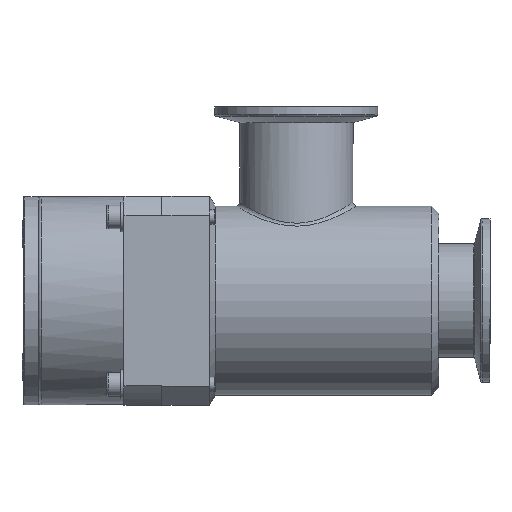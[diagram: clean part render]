
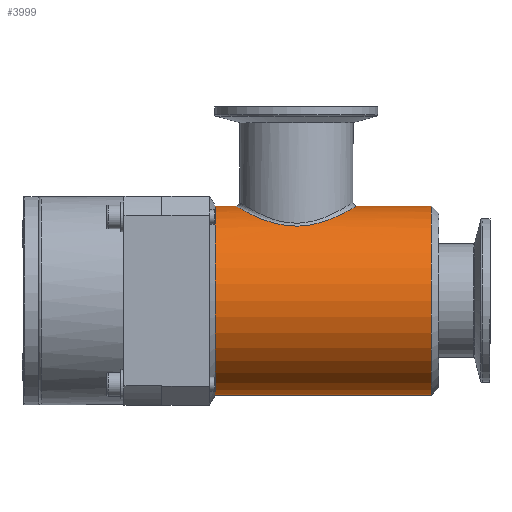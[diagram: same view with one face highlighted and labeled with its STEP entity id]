
A CAD part, left-side view. The second image highlights one B-rep face of the part: STEP entity #3999.
In plain terms, the highlighted cylindrical face has radius 31.75 mm (diameter 63.5 mm), a full revolution.
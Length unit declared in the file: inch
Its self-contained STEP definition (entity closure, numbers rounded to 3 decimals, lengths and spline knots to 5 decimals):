
#3935=CARTESIAN_POINT('',(1.25,-0.52417,0.));
#3936=VERTEX_POINT('',#3935);
#3937=CARTESIAN_POINT('',(0.,-0.52417,0.));
#3938=DIRECTION('',(0.0,-1.0,0.0));
#3939=DIRECTION('',(1.0,0.0,0.0));
#3940=AXIS2_PLACEMENT_3D('',#3937,#3938,#3939);
#3941=CIRCLE('',#3940,1.25);
#3942=EDGE_CURVE('',#3936,#3936,#3941,.T.);
#3950=CARTESIAN_POINT('',(0.,-0.57908,0.));
#3951=DIRECTION('',(0.,-1.0,0.));
#3952=DIRECTION('',(1.0,0.0,0.0));
#3953=AXIS2_PLACEMENT_3D('',#3950,#3951,#3952);
#3954=CYLINDRICAL_SURFACE('',#3953,1.25);
#3955=CARTESIAN_POINT('',(1.25,-3.38,0.));
#3956=VERTEX_POINT('',#3955);
#3957=CARTESIAN_POINT('',(0.,-3.38,0.));
#3958=DIRECTION('',(0.0,-1.0,0.0));
#3959=DIRECTION('',(-1.0,0.0,0.0));
#3960=AXIS2_PLACEMENT_3D('',#3957,#3958,#3959);
#3961=CIRCLE('',#3960,1.25);
#3962=EDGE_CURVE('',#3956,#3956,#3961,.T.);
#3963=ORIENTED_EDGE('',*,*,#3962,.F.);
#3964=EDGE_LOOP('',(#3963));
#3965=FACE_OUTER_BOUND('',#3964,.T.);
#3966=CARTESIAN_POINT('',(0.76923,-1.595,0.98528));
#3967=VERTEX_POINT('',#3966);
#3968=CARTESIAN_POINT('',(0.76922,-1.59497,0.98528));
#3969=CARTESIAN_POINT('',(0.76921,-1.53359,0.98528));
#3970=CARTESIAN_POINT('',(0.75571,-1.41129,0.99612));
#3971=CARTESIAN_POINT('',(0.67658,-1.18343,1.05374));
#3972=CARTESIAN_POINT('',(0.49921,-0.95266,1.15862));
#3973=CARTESIAN_POINT('',(0.23639,-0.81636,1.23734));
#3974=CARTESIAN_POINT('',(-0.00012,-0.7879,1.25421));
#3975=CARTESIAN_POINT('',(-0.23649,-0.81626,1.23737));
#3976=CARTESIAN_POINT('',(-0.49997,-0.9535,1.15817));
#3977=CARTESIAN_POINT('',(-0.68887,-1.19955,1.04648));
#3978=CARTESIAN_POINT('',(-0.77218,-1.47008,0.98317));
#3979=CARTESIAN_POINT('',(-0.77217,-1.72018,0.98305));
#3980=CARTESIAN_POINT('',(-0.70071,-1.95238,1.03754));
#3981=CARTESIAN_POINT('',(-0.57225,-2.14643,1.11583));
#3982=CARTESIAN_POINT('',(-0.39558,-2.29464,1.19177));
#3983=CARTESIAN_POINT('',(-0.14275,-2.4016,1.25367));
#3984=CARTESIAN_POINT('',(0.18348,-2.40159,1.25378));
#3985=CARTESIAN_POINT('',(0.44758,-2.26404,1.17384));
#3986=CARTESIAN_POINT('',(0.60608,-2.09788,1.0954));
#3987=CARTESIAN_POINT('',(0.69689,-1.94885,1.03905));
#3988=CARTESIAN_POINT('',(0.75545,-1.77906,0.99626));
#3989=CARTESIAN_POINT('',(0.76923,-1.65634,0.98527));
#3990=CARTESIAN_POINT('',(0.76922,-1.59497,0.98528));
#3991=B_SPLINE_CURVE_WITH_KNOTS('',3,(#3968,#3969,#3970,#3971,#3972,#3973,#3974,#3975,#3976,#3977,#3978,#3979,#3980,#3981,#3982,#3983,#3984,#3985,#3986,#3987,#3988,#3989,#3990),.UNSPECIFIED.,.T.,.U.,(4,1,1,1,1,1,1,1,1,1,1,1,1,1,1,1,1,1,1,1,4),(-11.84479,-11.42176,-10.99873,-10.15268,-9.30662,-8.88359,-8.46057,-7.61451,-6.76845,-6.20441,-5.64038,-5.07634,-4.5123,-3.94826,-3.38423,-2.53817,-1.69211,-1.26908,-0.84606,-0.42303,0.0),.UNSPECIFIED.);
#3992=EDGE_CURVE('',#3967,#3967,#3991,.T.);
#3993=ORIENTED_EDGE('',*,*,#3992,.F.);
#3994=EDGE_LOOP('',(#3993));
#3995=FACE_BOUND('',#3994,.T.);
#3996=ORIENTED_EDGE('',*,*,#3942,.T.);
#3997=EDGE_LOOP('',(#3996));
#3998=FACE_BOUND('',#3997,.T.);
#3999=ADVANCED_FACE('',(#3965,#3995,#3998),#3954,.T.);
